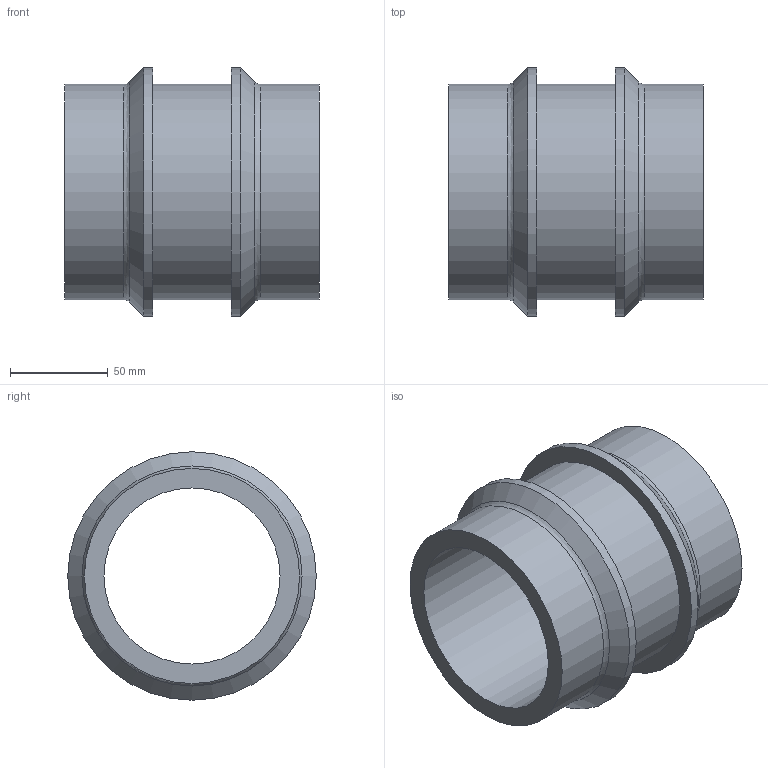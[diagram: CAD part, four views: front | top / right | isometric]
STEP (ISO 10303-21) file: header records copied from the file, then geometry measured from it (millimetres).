
FILE_DESCRIPTION (( 'STEP AP203' ), '1' );
FILE_NAME ('589161040.STEP', '2017-07-31T20:50:30', ( '' ), ( '' ), 'SwSTEP 2.0', 'SolidWorks 2017', '' );
FILE_SCHEMA (( 'CONFIG_CONTROL_DESIGN' ));
Length unit declared in the file: inch
Products named in the file (1): 589161040
Bounding box: 130 x 127 x 127 mm (x, y, z)
Volume: 464915.3 mm3; surface area: 97751.9 mm2
Topology: 1 solids, 1 shells, 14 faces, 30 edges, 20 vertices
Faces by surface type: cylinder 6, plane 4, bspline 2, cone 2
Full cylindrical faces by diameter (mm): 90 x1, 110 x3, 127 x2
Entity records: 413 total; most frequent: CARTESIAN_POINT 97, DIRECTION 54, EDGE_LOOP 28, ORIENTED_EDGE 28, AXIS2_PLACEMENT_3D 27, FACE_OUTER_BOUND 22, CIRCLE 14, EDGE_CURVE 14
